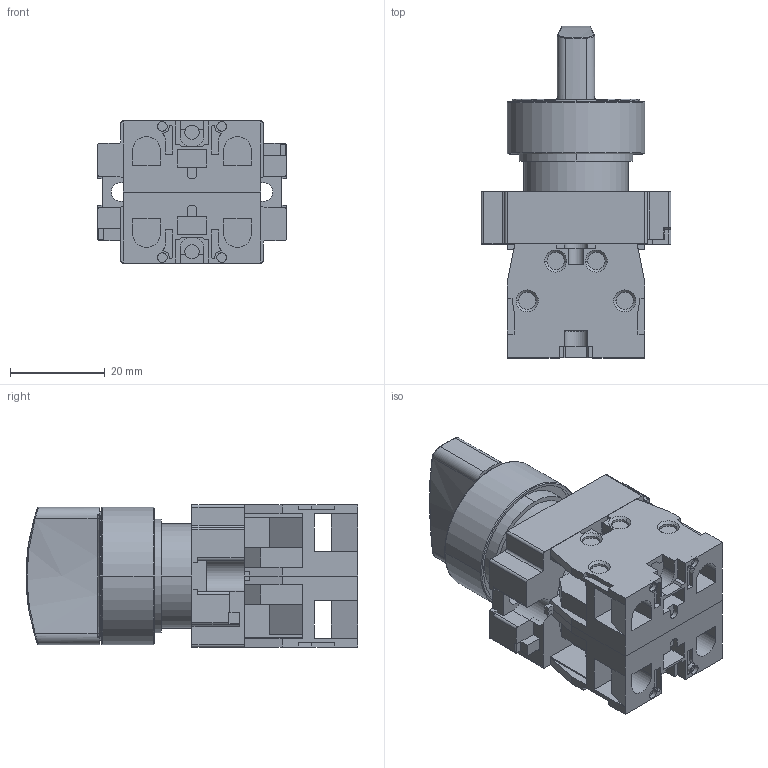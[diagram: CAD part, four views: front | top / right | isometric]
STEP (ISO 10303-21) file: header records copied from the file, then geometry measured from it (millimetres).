
FILE_DESCRIPTION((''),'2;1');
FILE_NAME('ASM0001_ASM','2023-03-10T',('xiaokai.shi'),(''),'PRO/ENGINEER BY PARAMETRIC TECHNOLOGY CORPORATION, 2015440','PRO/ENGINEER BY PARAMETRIC TECHNOLOGY CORPORATION, 2015440','');
FILE_SCHEMA(('CONFIG_CONTROL_DESIGN'));
Length unit declared in the file: millimetre
Products named in the file (4): JIZUO; DIZUO; XUANNIU; ASM0001_ASM
Assembly tree (4 placements, depth 2):
  ASM0001_ASM
    JIZUO
    DIZUO  x2
    XUANNIU
Bounding box: 40 x 69.99 x 30 mm (x, y, z)
Volume: 28418.2 mm3; surface area: 20376 mm2
Topology: 5 solids, 5 shells, 482 faces, 1296 edges, 842 vertices
Faces by surface type: plane 303, cylinder 127, cone 16, bspline 14, torus 12, extrusion 10
Entity records: 11923 total; most frequent: CARTESIAN_POINT 3270, ORIENTED_EDGE 1800, DIRECTION 1765, EDGE_CURVE 900, VECTOR 615, LINE 609, VERTEX_POINT 584, AXIS2_PLACEMENT_3D 575
